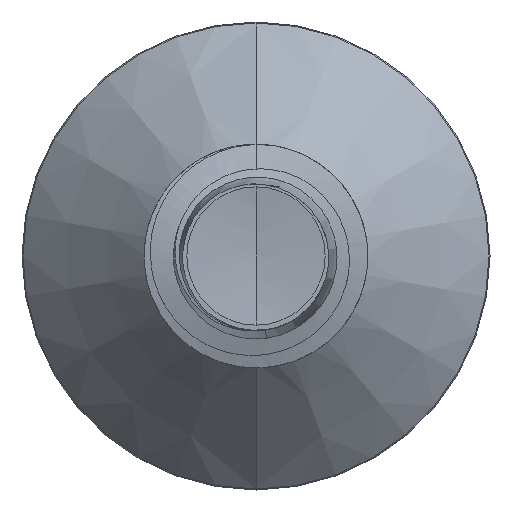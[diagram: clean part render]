
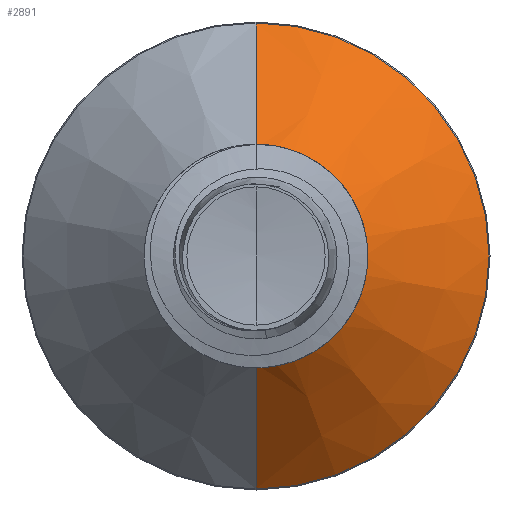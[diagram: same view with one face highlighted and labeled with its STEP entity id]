
A CAD part, front view. The second image highlights one B-rep face of the part: STEP entity #2891.
In plain terms, the highlighted conical face has half-angle 45 degrees and reference radius 0.775 mm.
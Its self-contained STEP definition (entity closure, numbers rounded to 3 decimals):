
#41 = DIRECTION ( 'NONE',  ( 0., 0., 1. ) ) ;
#117 = VERTEX_POINT ( 'NONE', #12921 ) ;
#202 = CARTESIAN_POINT ( 'NONE',  ( 0., 3.143, 1.668 ) ) ;
#541 = DIRECTION ( 'NONE',  ( 0., 1., 0. ) ) ;
#1015 = CARTESIAN_POINT ( 'NONE',  ( 0., 2.25, 0.775 ) ) ;
#1287 = EDGE_CURVE ( 'NONE', #13350, #8505, #5958, .T. ) ;
#1846 = AXIS2_PLACEMENT_3D ( 'NONE', #10627, #2270, #8530 ) ;
#2270 = DIRECTION ( 'NONE',  ( 0., 1., 0. ) ) ;
#2477 = CIRCLE ( 'NONE', #10687, 1.668 ) ;
#2891 = ADVANCED_FACE ( 'NONE', ( #5780 ), #7908, .T. ) ;
#3312 = ORIENTED_EDGE ( 'NONE', *, *, #4753, .F. ) ;
#3782 = ORIENTED_EDGE ( 'NONE', *, *, #11104, .F. ) ;
#3984 = DIRECTION ( 'NONE',  ( 0., 0.707, 0.707 ) ) ;
#4303 = EDGE_LOOP ( 'NONE', ( #8913, #5236, #3312, #3782 ) ) ;
#4753 = EDGE_CURVE ( 'NONE', #9339, #117, #2477, .T. ) ;
#5236 = ORIENTED_EDGE ( 'NONE', *, *, #5801, .T. ) ;
#5604 = LINE ( 'NONE', #10249, #10480 ) ;
#5780 = FACE_OUTER_BOUND ( 'NONE', #4303, .T. ) ;
#5801 = EDGE_CURVE ( 'NONE', #8505, #117, #8514, .T. ) ;
#5900 = AXIS2_PLACEMENT_3D ( 'NONE', #12553, #6353, #41 ) ;
#5958 = CIRCLE ( 'NONE', #5900, 0.775 ) ;
#6092 = VECTOR ( 'NONE', #6206, 1000. ) ;
#6206 = DIRECTION ( 'NONE',  ( 0., 0.707, -0.707 ) ) ;
#6353 = DIRECTION ( 'NONE',  ( 0., 1., 0. ) ) ;
#6853 = CARTESIAN_POINT ( 'NONE',  ( 0., 3.143, 0. ) ) ;
#7890 = DIRECTION ( 'NONE',  ( 0., 0., 1. ) ) ;
#7908 = CONICAL_SURFACE ( 'NONE', #1846, 0.775, 0.785 ) ;
#8505 = VERTEX_POINT ( 'NONE', #12780 ) ;
#8514 = LINE ( 'NONE', #12406, #6092 ) ;
#8530 = DIRECTION ( 'NONE',  ( 0., 0., 1. ) ) ;
#8913 = ORIENTED_EDGE ( 'NONE', *, *, #1287, .T. ) ;
#9339 = VERTEX_POINT ( 'NONE', #202 ) ;
#10249 = CARTESIAN_POINT ( 'NONE',  ( 0., 2.25, 0.775 ) ) ;
#10480 = VECTOR ( 'NONE', #3984, 1000. ) ;
#10627 = CARTESIAN_POINT ( 'NONE',  ( 0., 2.25, 0. ) ) ;
#10687 = AXIS2_PLACEMENT_3D ( 'NONE', #6853, #541, #7890 ) ;
#11104 = EDGE_CURVE ( 'NONE', #13350, #9339, #5604, .T. ) ;
#12406 = CARTESIAN_POINT ( 'NONE',  ( 0., 2.25, -0.775 ) ) ;
#12553 = CARTESIAN_POINT ( 'NONE',  ( 0., 2.25, 0. ) ) ;
#12780 = CARTESIAN_POINT ( 'NONE',  ( 0., 2.25, -0.775 ) ) ;
#12921 = CARTESIAN_POINT ( 'NONE',  ( 0., 3.143, -1.668 ) ) ;
#13350 = VERTEX_POINT ( 'NONE', #1015 ) ;
